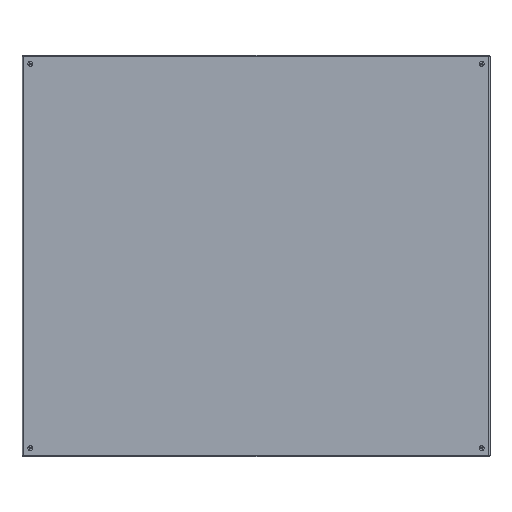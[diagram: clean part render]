
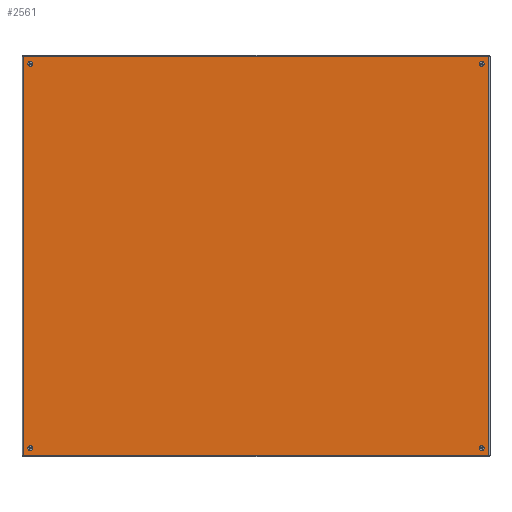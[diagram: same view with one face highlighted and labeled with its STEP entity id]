
A CAD part, left-side view. The second image highlights one B-rep face of the part: STEP entity #2561.
In plain terms, the highlighted face is planar.
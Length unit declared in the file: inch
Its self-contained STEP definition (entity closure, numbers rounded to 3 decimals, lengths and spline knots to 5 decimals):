
#2256=CARTESIAN_POINT('',(0.10525,35.852,0.));
#2257=VERTEX_POINT('',#2256);
#2265=CARTESIAN_POINT('',(0.10525,0.0,0.));
#2266=VERTEX_POINT('',#2265);
#2267=CARTESIAN_POINT('',(0.10525,0.0,0.0));
#2268=DIRECTION('',(0.0,1.0,0.0));
#2269=VECTOR('',#2268,35.852);
#2270=LINE('',#2267,#2269);
#2271=EDGE_CURVE('',#2266,#2257,#2270,.T.);
#2373=CARTESIAN_POINT('',(41.89475,0.0,0.));
#2374=VERTEX_POINT('',#2373);
#2382=CARTESIAN_POINT('',(41.89475,35.852,0.));
#2383=VERTEX_POINT('',#2382);
#2384=CARTESIAN_POINT('',(41.89475,35.852,0.0));
#2385=DIRECTION('',(0.0,-1.0,0.0));
#2386=VECTOR('',#2385,35.852);
#2387=LINE('',#2384,#2386);
#2388=EDGE_CURVE('',#2383,#2374,#2387,.T.);
#2485=CARTESIAN_POINT('',(41.89475,35.852,0.0));
#2486=DIRECTION('',(-1.0,0.0,0.0));
#2487=VECTOR('',#2486,41.7895);
#2488=LINE('',#2485,#2487);
#2489=EDGE_CURVE('',#2383,#2257,#2488,.T.);
#2501=CARTESIAN_POINT('',(21.,17.926,0.0));
#2502=DIRECTION('',(0.0,0.0,1.0));
#2503=DIRECTION('',(1.0,0.0,0.0));
#2504=AXIS2_PLACEMENT_3D('',#2501,#2502,#2503);
#2505=PLANE('',#2504);
#2506=ORIENTED_EDGE('',*,*,#2388,.T.);
#2507=CARTESIAN_POINT('',(0.10525,0.0,0.0));
#2508=DIRECTION('',(1.0,0.0,0.0));
#2509=VECTOR('',#2508,41.7895);
#2510=LINE('',#2507,#2509);
#2511=EDGE_CURVE('',#2266,#2374,#2510,.T.);
#2512=ORIENTED_EDGE('',*,*,#2511,.F.);
#2513=ORIENTED_EDGE('',*,*,#2271,.T.);
#2514=ORIENTED_EDGE('',*,*,#2489,.F.);
#2515=EDGE_LOOP('',(#2506,#2512,#2513,#2514));
#2516=FACE_OUTER_BOUND('',#2515,.T.);
#2517=CARTESIAN_POINT('',(41.46875,0.676,0.0));
#2518=VERTEX_POINT('',#2517);
#2519=CARTESIAN_POINT('',(41.25,0.676,0.0));
#2520=DIRECTION('',(0.0,0.0,1.0));
#2521=DIRECTION('',(1.0,0.0,0.0));
#2522=AXIS2_PLACEMENT_3D('',#2519,#2520,#2521);
#2523=CIRCLE('',#2522,0.21875);
#2524=EDGE_CURVE('',#2518,#2518,#2523,.T.);
#2525=ORIENTED_EDGE('',*,*,#2524,.T.);
#2526=EDGE_LOOP('',(#2525));
#2527=FACE_BOUND('',#2526,.T.);
#2528=CARTESIAN_POINT('',(41.46875,35.176,0.0));
#2529=VERTEX_POINT('',#2528);
#2530=CARTESIAN_POINT('',(41.25,35.176,0.0));
#2531=DIRECTION('',(0.0,0.0,1.0));
#2532=DIRECTION('',(1.0,0.0,0.0));
#2533=AXIS2_PLACEMENT_3D('',#2530,#2531,#2532);
#2534=CIRCLE('',#2533,0.21875);
#2535=EDGE_CURVE('',#2529,#2529,#2534,.T.);
#2536=ORIENTED_EDGE('',*,*,#2535,.T.);
#2537=EDGE_LOOP('',(#2536));
#2538=FACE_BOUND('',#2537,.T.);
#2539=CARTESIAN_POINT('',(0.96875,0.676,0.0));
#2540=VERTEX_POINT('',#2539);
#2541=CARTESIAN_POINT('',(0.75,0.676,0.0));
#2542=DIRECTION('',(0.0,0.0,1.0));
#2543=DIRECTION('',(1.0,0.0,0.0));
#2544=AXIS2_PLACEMENT_3D('',#2541,#2542,#2543);
#2545=CIRCLE('',#2544,0.21875);
#2546=EDGE_CURVE('',#2540,#2540,#2545,.T.);
#2547=ORIENTED_EDGE('',*,*,#2546,.T.);
#2548=EDGE_LOOP('',(#2547));
#2549=FACE_BOUND('',#2548,.T.);
#2550=CARTESIAN_POINT('',(0.96875,35.176,0.0));
#2551=VERTEX_POINT('',#2550);
#2552=CARTESIAN_POINT('',(0.75,35.176,0.0));
#2553=DIRECTION('',(0.0,0.0,1.0));
#2554=DIRECTION('',(1.0,0.0,0.0));
#2555=AXIS2_PLACEMENT_3D('',#2552,#2553,#2554);
#2556=CIRCLE('',#2555,0.21875);
#2557=EDGE_CURVE('',#2551,#2551,#2556,.T.);
#2558=ORIENTED_EDGE('',*,*,#2557,.T.);
#2559=EDGE_LOOP('',(#2558));
#2560=FACE_BOUND('',#2559,.T.);
#2561=ADVANCED_FACE('',(#2516,#2527,#2538,#2549,#2560),#2505,.F.);
